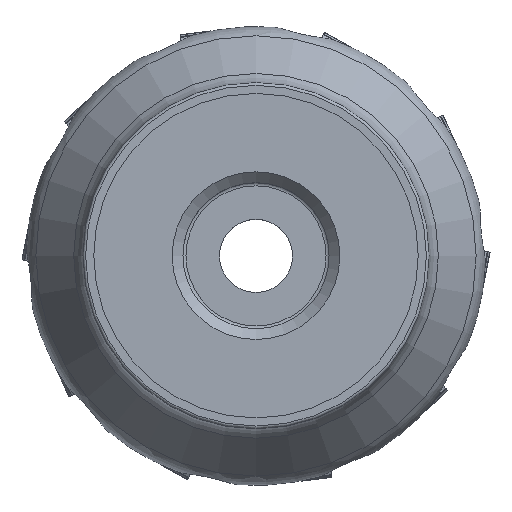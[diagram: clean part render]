
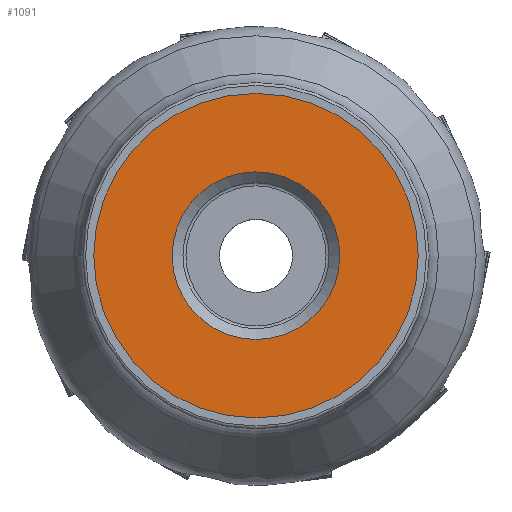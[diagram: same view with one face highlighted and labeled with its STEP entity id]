
A CAD part, top view. The second image highlights one B-rep face of the part: STEP entity #1091.
In plain terms, the highlighted planar face has unit normal (0, 0, 1).
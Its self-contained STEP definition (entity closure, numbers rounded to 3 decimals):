
#243=PLANE('',#4492);
#1091=ADVANCED_FACE('CLONE_TP_FACE',(#1501,#1502),#243,.T.);
#1501=FACE_BOUND('',#1609,.T.);
#1502=FACE_BOUND('',#1610,.T.);
#1609=EDGE_LOOP('',(#2093));
#1610=EDGE_LOOP('',(#2094));
#2093=ORIENTED_EDGE('',*,*,#3637,.T.);
#2094=ORIENTED_EDGE('',*,*,#3638,.T.);
#3158=VERTEX_POINT('',#7009);
#3159=VERTEX_POINT('',#7012);
#3637=EDGE_CURVE('',#3158,#3158,#4074,.T.);
#3638=EDGE_CURVE('',#3159,#3159,#4075,.T.);
#4074=CIRCLE('',#4470,30.);
#4075=CIRCLE('',#4472,15.505);
#4470=AXIS2_PLACEMENT_3D('',#7008,#5076,#5077);
#4472=AXIS2_PLACEMENT_3D('',#7011,#5080,#5081);
#4492=AXIS2_PLACEMENT_3D('',#7041,#5120,#5121);
#5076=DIRECTION('',(0.,0.,1.));
#5077=DIRECTION('',(0.,1.,0.));
#5080=DIRECTION('',(0.,0.,-1.));
#5081=DIRECTION('',(0.,1.,0.));
#5120=DIRECTION('',(0.,0.,1.));
#5121=DIRECTION('',(0.,1.,0.));
#7008=CARTESIAN_POINT('',(0.,0.,0.));
#7009=CARTESIAN_POINT('',(0.,30.,0.));
#7011=CARTESIAN_POINT('',(0.,0.,0.));
#7012=CARTESIAN_POINT('',(0.,15.505,0.));
#7041=CARTESIAN_POINT('',(13.505,0.,0.));
